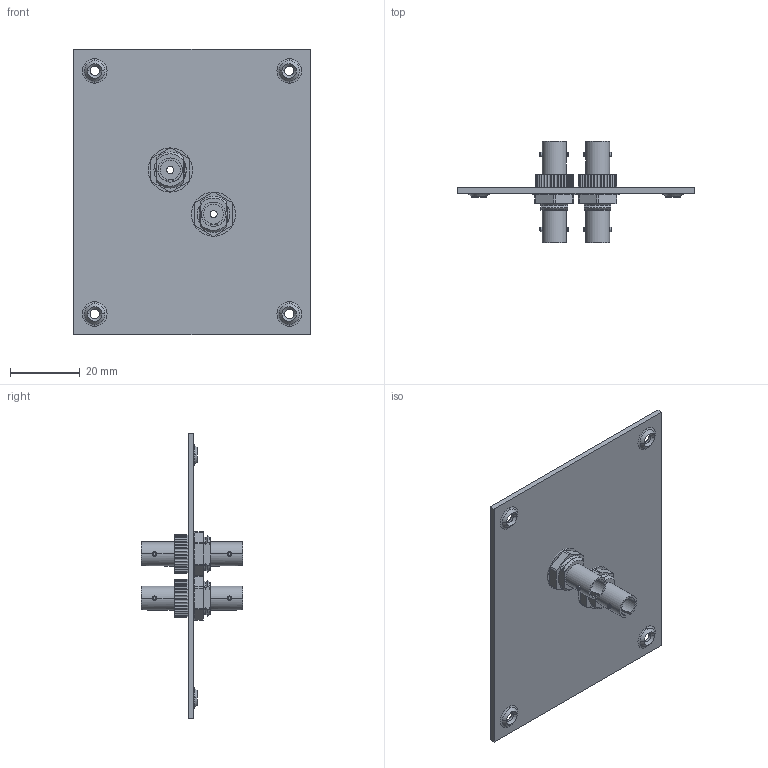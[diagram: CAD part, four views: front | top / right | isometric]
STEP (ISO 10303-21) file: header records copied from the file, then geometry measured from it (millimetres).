
FILE_DESCRIPTION (( 'STEP AP214' ), '1' );
FILE_NAME ('USP2FOPTB.STEP', '2017-05-31T17:42:41', ( 'L-Com' ), ( 'L-Com Global Connectivity' ), 'SwSTEP 2.0', 'SolidWorks 2014', '' );
FILE_SCHEMA (( 'AUTOMOTIVE_DESIGN' ));
Length unit declared in the file: inch
Products named in the file (6): FOA-001; 1AR17-006; USP2FOPTB; 3AA02-001; 3AA03-001
Assembly tree (6 placements, depth 3):
  USP2FOPTB
    1AR17-006
    FOA-001  x2
      FOA-001
      3AA03-001
      3AA02-001
Bounding box: 68.07 x 29.21 x 82.04 mm (x, y, z)
Volume: 10594.5 mm3; surface area: 15027.3 mm2
Topology: 7 solids, 7 shells, 634 faces, 1794 edges, 1180 vertices
Faces by surface type: cylinder 346, plane 172, cone 84, torus 32
Entity records: 12380 total; most frequent: CARTESIAN_POINT 2265, DIRECTION 2178, ORIENTED_EDGE 2012, EDGE_CURVE 1006, AXIS2_PLACEMENT_3D 861, VERTEX_POINT 660, CIRCLE 494, VECTOR 456
